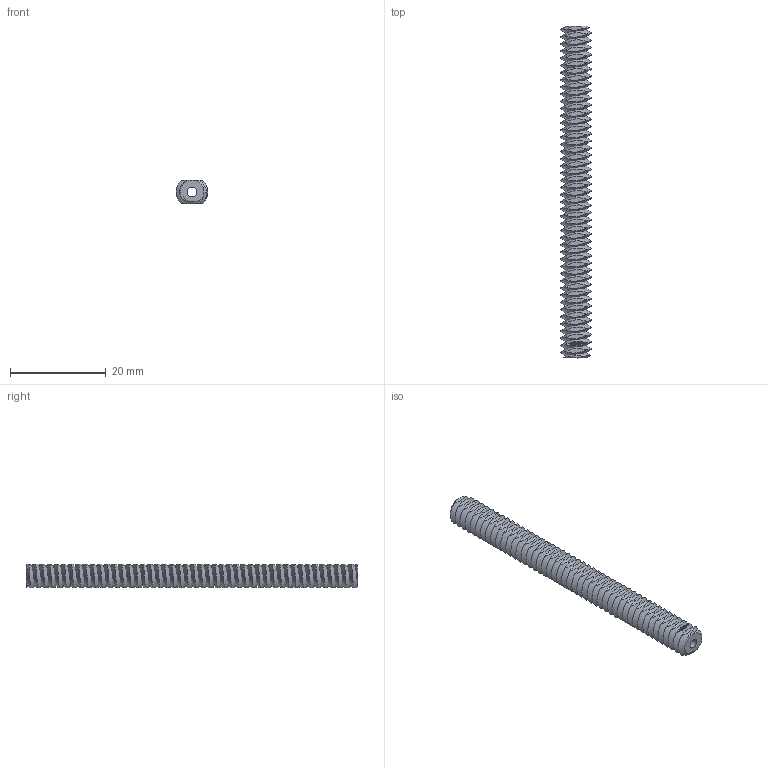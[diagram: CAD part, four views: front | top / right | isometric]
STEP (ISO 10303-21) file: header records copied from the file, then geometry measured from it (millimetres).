
FILE_DESCRIPTION(('FreeCAD Model'),'2;1');
FILE_NAME('Open CASCADE Shape Model','2023-11-29T16:46:22',(''),(''), 'Open CASCADE STEP processor 7.6','FreeCAD','Unknown');
FILE_SCHEMA(('AUTOMOTIVE_DESIGN { 1 0 10303 214 1 1 1 1 }'));
Products named in the file (1): Threaded Rod FL-RH BU04.75 - SPN-THR-0019 (stemfie.org)
Bounding box: 6.6 x 69.38 x 5 mm (x, y, z)
Volume: 1263.7 mm3; surface area: 2514.1 mm2
Topology: 1 solids, 1 shells, 665 faces, 1840 edges, 1209 vertices
Faces by surface type: plane 407, extrusion 148, bspline 102, cone 7, cylinder 1
Full cylindrical faces by diameter (mm): 2 x1
Entity records: 77947 total; most frequent: CARTESIAN_POINT 44576, DIRECTION 4728, VECTOR 3852, LINE 3704, ORIENTED_EDGE 3680, PCURVE 3680, DEFINITIONAL_REPRESENTATION 3680, B_SPLINE_CURVE_WITH_KNOTS 1932
